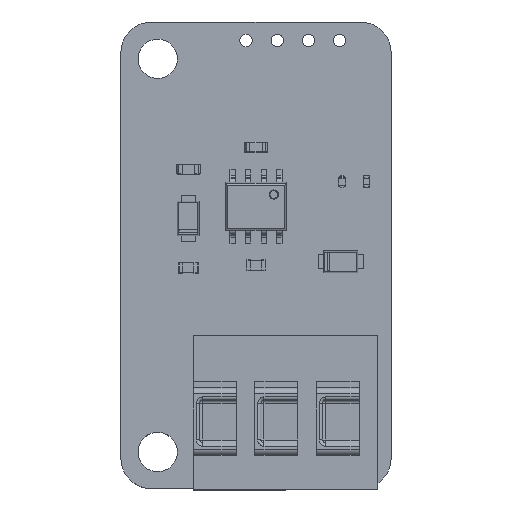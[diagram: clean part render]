
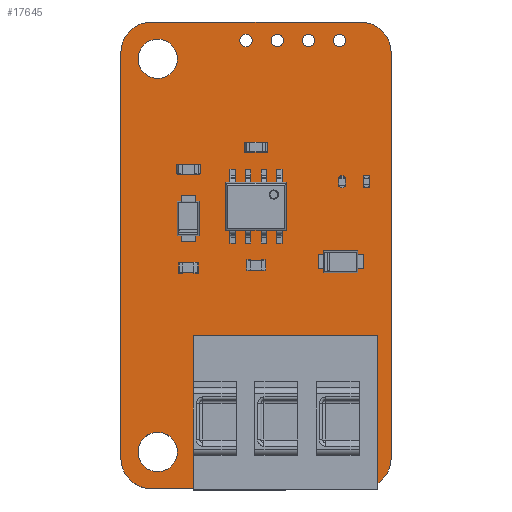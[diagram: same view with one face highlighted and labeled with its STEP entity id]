
A CAD part, top view. The second image highlights one B-rep face of the part: STEP entity #17645.
In plain terms, the highlighted planar face has unit normal (0, 0, 1).
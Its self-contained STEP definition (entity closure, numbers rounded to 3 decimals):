
#17364 = VERTEX_POINT('',#17365);
#17365 = CARTESIAN_POINT('',(19.5,38.,2.63));
#17371 = EDGE_CURVE('',#17364,#17372,#17374,.T.);
#17372 = VERTEX_POINT('',#17373);
#17373 = CARTESIAN_POINT('',(22.,35.5,2.63));
#17374 = CIRCLE('',#17375,2.5);
#17375 = AXIS2_PLACEMENT_3D('',#17376,#17377,#17378);
#17376 = CARTESIAN_POINT('',(19.5,35.5,2.63));
#17377 = DIRECTION('',(0.,0.,-1.));
#17378 = DIRECTION('',(0.,1.,0.));
#17406 = VERTEX_POINT('',#17407);
#17407 = CARTESIAN_POINT('',(2.5,38.,2.63));
#17413 = EDGE_CURVE('',#17406,#17364,#17414,.T.);
#17414 = LINE('',#17415,#17416);
#17415 = CARTESIAN_POINT('',(2.5,38.,2.63));
#17416 = VECTOR('',#17417,1.);
#17417 = DIRECTION('',(1.,0.,0.));
#17435 = EDGE_CURVE('',#17372,#17436,#17438,.T.);
#17436 = VERTEX_POINT('',#17437);
#17437 = CARTESIAN_POINT('',(22.,2.5,2.63));
#17438 = LINE('',#17439,#17440);
#17439 = CARTESIAN_POINT('',(22.,35.5,2.63));
#17440 = VECTOR('',#17441,1.);
#17441 = DIRECTION('',(0.,-1.,0.));
#17645 = ADVANCED_FACE('',(#17646,#17692,#17703,#17714,#17725,#17736,
    #17747,#17758,#17769,#17780,#17791,#17802,#17813),#17824,.T.);
#17646 = FACE_BOUND('',#17647,.T.);
#17647 = EDGE_LOOP('',(#17648,#17649,#17650,#17659,#17667,#17676,#17684,
    #17691));
#17648 = ORIENTED_EDGE('',*,*,#17371,.F.);
#17649 = ORIENTED_EDGE('',*,*,#17413,.F.);
#17650 = ORIENTED_EDGE('',*,*,#17651,.F.);
#17651 = EDGE_CURVE('',#17652,#17406,#17654,.T.);
#17652 = VERTEX_POINT('',#17653);
#17653 = CARTESIAN_POINT('',(0.,35.5,2.63));
#17654 = CIRCLE('',#17655,2.5);
#17655 = AXIS2_PLACEMENT_3D('',#17656,#17657,#17658);
#17656 = CARTESIAN_POINT('',(2.5,35.5,2.63));
#17657 = DIRECTION('',(0.,0.,-1.));
#17658 = DIRECTION('',(-1.,0.,-0.));
#17659 = ORIENTED_EDGE('',*,*,#17660,.F.);
#17660 = EDGE_CURVE('',#17661,#17652,#17663,.T.);
#17661 = VERTEX_POINT('',#17662);
#17662 = CARTESIAN_POINT('',(0.,2.5,2.63));
#17663 = LINE('',#17664,#17665);
#17664 = CARTESIAN_POINT('',(0.,2.5,2.63));
#17665 = VECTOR('',#17666,1.);
#17666 = DIRECTION('',(0.,1.,0.));
#17667 = ORIENTED_EDGE('',*,*,#17668,.F.);
#17668 = EDGE_CURVE('',#17669,#17661,#17671,.T.);
#17669 = VERTEX_POINT('',#17670);
#17670 = CARTESIAN_POINT('',(2.5,0.,2.63));
#17671 = CIRCLE('',#17672,2.5);
#17672 = AXIS2_PLACEMENT_3D('',#17673,#17674,#17675);
#17673 = CARTESIAN_POINT('',(2.5,2.5,2.63));
#17674 = DIRECTION('',(0.,0.,-1.));
#17675 = DIRECTION('',(0.,-1.,0.));
#17676 = ORIENTED_EDGE('',*,*,#17677,.F.);
#17677 = EDGE_CURVE('',#17678,#17669,#17680,.T.);
#17678 = VERTEX_POINT('',#17679);
#17679 = CARTESIAN_POINT('',(19.5,0.,2.63));
#17680 = LINE('',#17681,#17682);
#17681 = CARTESIAN_POINT('',(19.5,0.,2.63));
#17682 = VECTOR('',#17683,1.);
#17683 = DIRECTION('',(-1.,0.,0.));
#17684 = ORIENTED_EDGE('',*,*,#17685,.F.);
#17685 = EDGE_CURVE('',#17436,#17678,#17686,.T.);
#17686 = CIRCLE('',#17687,2.5);
#17687 = AXIS2_PLACEMENT_3D('',#17688,#17689,#17690);
#17688 = CARTESIAN_POINT('',(19.5,2.5,2.63));
#17689 = DIRECTION('',(0.,0.,-1.));
#17690 = DIRECTION('',(1.,0.,0.));
#17691 = ORIENTED_EDGE('',*,*,#17435,.F.);
#17692 = FACE_BOUND('',#17693,.T.);
#17693 = EDGE_LOOP('',(#17694));
#17694 = ORIENTED_EDGE('',*,*,#17695,.T.);
#17695 = EDGE_CURVE('',#17696,#17696,#17698,.T.);
#17696 = VERTEX_POINT('',#17697);
#17697 = CARTESIAN_POINT('',(3.,1.4,2.63));
#17698 = CIRCLE('',#17699,1.6);
#17699 = AXIS2_PLACEMENT_3D('',#17700,#17701,#17702);
#17700 = CARTESIAN_POINT('',(3.,3.,2.63));
#17701 = DIRECTION('',(-0.,0.,-1.));
#17702 = DIRECTION('',(-0.,-1.,0.));
#17703 = FACE_BOUND('',#17704,.T.);
#17704 = EDGE_LOOP('',(#17705));
#17705 = ORIENTED_EDGE('',*,*,#17706,.T.);
#17706 = EDGE_CURVE('',#17707,#17707,#17709,.T.);
#17707 = VERTEX_POINT('',#17708);
#17708 = CARTESIAN_POINT('',(8.9,4.1,2.63));
#17709 = CIRCLE('',#17710,0.6);
#17710 = AXIS2_PLACEMENT_3D('',#17711,#17712,#17713);
#17711 = CARTESIAN_POINT('',(8.9,4.7,2.63));
#17712 = DIRECTION('',(-0.,0.,-1.));
#17713 = DIRECTION('',(-0.,-1.,0.));
#17714 = FACE_BOUND('',#17715,.T.);
#17715 = EDGE_LOOP('',(#17716));
#17716 = ORIENTED_EDGE('',*,*,#17717,.T.);
#17717 = EDGE_CURVE('',#17718,#17718,#17720,.T.);
#17718 = VERTEX_POINT('',#17719);
#17719 = CARTESIAN_POINT('',(8.9,9.1,2.63));
#17720 = CIRCLE('',#17721,0.6);
#17721 = AXIS2_PLACEMENT_3D('',#17722,#17723,#17724);
#17722 = CARTESIAN_POINT('',(8.9,9.7,2.63));
#17723 = DIRECTION('',(-0.,0.,-1.));
#17724 = DIRECTION('',(-0.,-1.,0.));
#17725 = FACE_BOUND('',#17726,.T.);
#17726 = EDGE_LOOP('',(#17727));
#17727 = ORIENTED_EDGE('',*,*,#17728,.T.);
#17728 = EDGE_CURVE('',#17729,#17729,#17731,.T.);
#17729 = VERTEX_POINT('',#17730);
#17730 = CARTESIAN_POINT('',(13.9,4.1,2.63));
#17731 = CIRCLE('',#17732,0.6);
#17732 = AXIS2_PLACEMENT_3D('',#17733,#17734,#17735);
#17733 = CARTESIAN_POINT('',(13.9,4.7,2.63));
#17734 = DIRECTION('',(-0.,0.,-1.));
#17735 = DIRECTION('',(-0.,-1.,0.));
#17736 = FACE_BOUND('',#17737,.T.);
#17737 = EDGE_LOOP('',(#17738));
#17738 = ORIENTED_EDGE('',*,*,#17739,.T.);
#17739 = EDGE_CURVE('',#17740,#17740,#17742,.T.);
#17740 = VERTEX_POINT('',#17741);
#17741 = CARTESIAN_POINT('',(13.9,9.1,2.63));
#17742 = CIRCLE('',#17743,0.6);
#17743 = AXIS2_PLACEMENT_3D('',#17744,#17745,#17746);
#17744 = CARTESIAN_POINT('',(13.9,9.7,2.63));
#17745 = DIRECTION('',(-0.,0.,-1.));
#17746 = DIRECTION('',(-0.,-1.,0.));
#17747 = FACE_BOUND('',#17748,.T.);
#17748 = EDGE_LOOP('',(#17749));
#17749 = ORIENTED_EDGE('',*,*,#17750,.T.);
#17750 = EDGE_CURVE('',#17751,#17751,#17753,.T.);
#17751 = VERTEX_POINT('',#17752);
#17752 = CARTESIAN_POINT('',(18.9,4.1,2.63));
#17753 = CIRCLE('',#17754,0.6);
#17754 = AXIS2_PLACEMENT_3D('',#17755,#17756,#17757);
#17755 = CARTESIAN_POINT('',(18.9,4.7,2.63));
#17756 = DIRECTION('',(-0.,0.,-1.));
#17757 = DIRECTION('',(-0.,-1.,0.));
#17758 = FACE_BOUND('',#17759,.T.);
#17759 = EDGE_LOOP('',(#17760));
#17760 = ORIENTED_EDGE('',*,*,#17761,.T.);
#17761 = EDGE_CURVE('',#17762,#17762,#17764,.T.);
#17762 = VERTEX_POINT('',#17763);
#17763 = CARTESIAN_POINT('',(18.9,9.1,2.63));
#17764 = CIRCLE('',#17765,0.6);
#17765 = AXIS2_PLACEMENT_3D('',#17766,#17767,#17768);
#17766 = CARTESIAN_POINT('',(18.9,9.7,2.63));
#17767 = DIRECTION('',(-0.,0.,-1.));
#17768 = DIRECTION('',(-0.,-1.,0.));
#17769 = FACE_BOUND('',#17770,.T.);
#17770 = EDGE_LOOP('',(#17771));
#17771 = ORIENTED_EDGE('',*,*,#17772,.T.);
#17772 = EDGE_CURVE('',#17773,#17773,#17775,.T.);
#17773 = VERTEX_POINT('',#17774);
#17774 = CARTESIAN_POINT('',(3.,33.4,2.63));
#17775 = CIRCLE('',#17776,1.6);
#17776 = AXIS2_PLACEMENT_3D('',#17777,#17778,#17779);
#17777 = CARTESIAN_POINT('',(3.,35.,2.63));
#17778 = DIRECTION('',(-0.,0.,-1.));
#17779 = DIRECTION('',(-0.,-1.,0.));
#17780 = FACE_BOUND('',#17781,.T.);
#17781 = EDGE_LOOP('',(#17782));
#17782 = ORIENTED_EDGE('',*,*,#17783,.T.);
#17783 = EDGE_CURVE('',#17784,#17784,#17786,.T.);
#17784 = VERTEX_POINT('',#17785);
#17785 = CARTESIAN_POINT('',(10.19,36.,2.63));
#17786 = CIRCLE('',#17787,0.5);
#17787 = AXIS2_PLACEMENT_3D('',#17788,#17789,#17790);
#17788 = CARTESIAN_POINT('',(10.19,36.5,2.63));
#17789 = DIRECTION('',(-0.,0.,-1.));
#17790 = DIRECTION('',(-0.,-1.,0.));
#17791 = FACE_BOUND('',#17792,.T.);
#17792 = EDGE_LOOP('',(#17793));
#17793 = ORIENTED_EDGE('',*,*,#17794,.T.);
#17794 = EDGE_CURVE('',#17795,#17795,#17797,.T.);
#17795 = VERTEX_POINT('',#17796);
#17796 = CARTESIAN_POINT('',(12.73,36.,2.63));
#17797 = CIRCLE('',#17798,0.5);
#17798 = AXIS2_PLACEMENT_3D('',#17799,#17800,#17801);
#17799 = CARTESIAN_POINT('',(12.73,36.5,2.63));
#17800 = DIRECTION('',(-0.,0.,-1.));
#17801 = DIRECTION('',(-0.,-1.,0.));
#17802 = FACE_BOUND('',#17803,.T.);
#17803 = EDGE_LOOP('',(#17804));
#17804 = ORIENTED_EDGE('',*,*,#17805,.T.);
#17805 = EDGE_CURVE('',#17806,#17806,#17808,.T.);
#17806 = VERTEX_POINT('',#17807);
#17807 = CARTESIAN_POINT('',(15.27,36.,2.63));
#17808 = CIRCLE('',#17809,0.5);
#17809 = AXIS2_PLACEMENT_3D('',#17810,#17811,#17812);
#17810 = CARTESIAN_POINT('',(15.27,36.5,2.63));
#17811 = DIRECTION('',(-0.,0.,-1.));
#17812 = DIRECTION('',(-0.,-1.,0.));
#17813 = FACE_BOUND('',#17814,.T.);
#17814 = EDGE_LOOP('',(#17815));
#17815 = ORIENTED_EDGE('',*,*,#17816,.T.);
#17816 = EDGE_CURVE('',#17817,#17817,#17819,.T.);
#17817 = VERTEX_POINT('',#17818);
#17818 = CARTESIAN_POINT('',(17.81,36.,2.63));
#17819 = CIRCLE('',#17820,0.5);
#17820 = AXIS2_PLACEMENT_3D('',#17821,#17822,#17823);
#17821 = CARTESIAN_POINT('',(17.81,36.5,2.63));
#17822 = DIRECTION('',(-0.,0.,-1.));
#17823 = DIRECTION('',(-0.,-1.,0.));
#17824 = PLANE('',#17825);
#17825 = AXIS2_PLACEMENT_3D('',#17826,#17827,#17828);
#17826 = CARTESIAN_POINT('',(0.,0.,2.63));
#17827 = DIRECTION('',(0.,0.,1.));
#17828 = DIRECTION('',(1.,0.,-0.));
